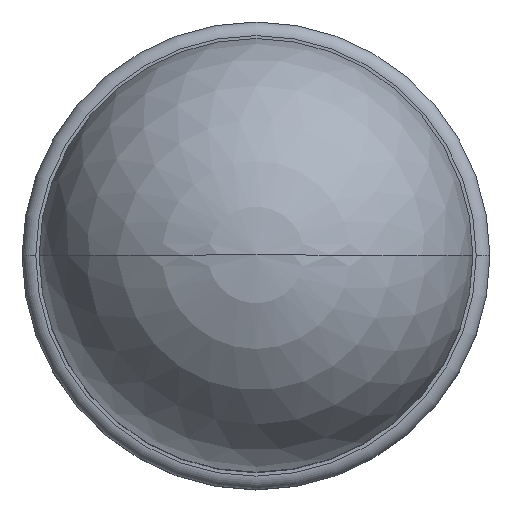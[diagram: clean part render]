
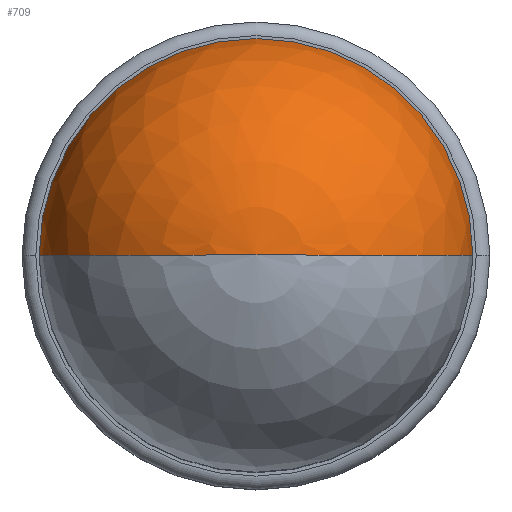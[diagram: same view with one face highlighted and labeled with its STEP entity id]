
A CAD part, top view. The second image highlights one B-rep face of the part: STEP entity #709.
In plain terms, the highlighted spherical face has radius 1.59 mm.
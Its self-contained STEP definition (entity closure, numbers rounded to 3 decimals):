
#623=CARTESIAN_POINT('',(-1.59,0.,8.26));
#624=VERTEX_POINT('',#623);
#625=CARTESIAN_POINT('',(1.59,0.0,8.26));
#626=VERTEX_POINT('',#625);
#627=CARTESIAN_POINT('',(0.,0.,8.26));
#628=DIRECTION('',(0.0,1.0,0.0));
#629=DIRECTION('',(0.0,0.0,-1.0));
#630=AXIS2_PLACEMENT_3D('',#627,#628,#629);
#631=CIRCLE('',#630,1.59);
#632=EDGE_CURVE('',#624,#626,#631,.T.);
#682=CARTESIAN_POINT('',(0.0,0.0,8.26));
#683=DIRECTION('',(0.0,0.0,1.0));
#684=DIRECTION('',(-1.0,0.0,0.0));
#685=AXIS2_PLACEMENT_3D('',#682,#683,#684);
#686=CIRCLE('',#685,1.59);
#687=EDGE_CURVE('',#626,#624,#686,.T.);
#700=CARTESIAN_POINT('',(0.0,0.0,8.26));
#701=DIRECTION('',(0.0,0.0,1.0));
#702=DIRECTION('',(-1.0,0.0,0.0));
#703=AXIS2_PLACEMENT_3D('',#700,#701,#702);
#704=SPHERICAL_SURFACE('',#703,1.59);
#705=ORIENTED_EDGE('',*,*,#632,.T.);
#706=ORIENTED_EDGE('',*,*,#687,.T.);
#707=EDGE_LOOP('',(#705,#706));
#708=FACE_OUTER_BOUND('',#707,.T.);
#709=ADVANCED_FACE('',(#708),#704,.T.);
